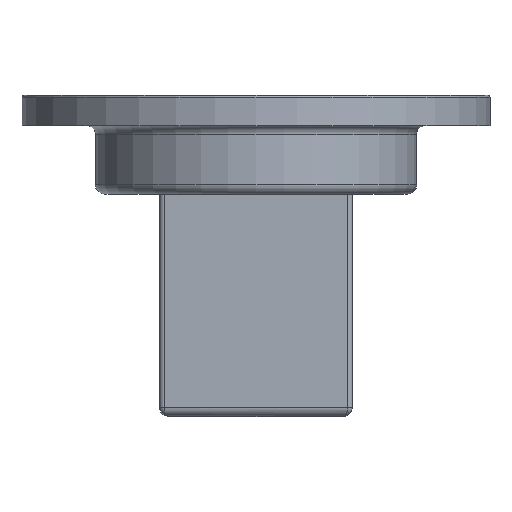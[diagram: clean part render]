
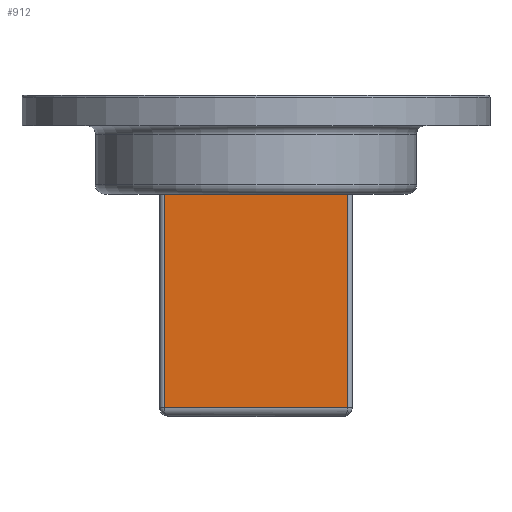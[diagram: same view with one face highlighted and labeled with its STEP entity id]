
A CAD part, left-side view. The second image highlights one B-rep face of the part: STEP entity #912.
In plain terms, the highlighted planar face has unit normal (-1, 0, 0).
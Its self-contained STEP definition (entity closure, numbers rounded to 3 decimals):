
#28 = FACE_OUTER_BOUND ( 'NONE', #11323, .T. ) ;
#120 = LINE ( 'NONE', #5204, #8948 ) ;
#855 = ORIENTED_EDGE ( 'NONE', *, *, #10762, .T. ) ;
#912 = ADVANCED_FACE ( 'NONE', ( #28 ), #3587, .F. ) ;
#1570 = CARTESIAN_POINT ( 'NONE',  ( -47.4, -10., -5. ) ) ;
#1754 = LINE ( 'NONE', #6998, #8562 ) ;
#1983 = CARTESIAN_POINT ( 'NONE',  ( -47.4, -10., -34. ) ) ;
#2000 = DIRECTION ( 'NONE',  ( 0., 0., -1. ) ) ;
#3159 = EDGE_CURVE ( 'NONE', #10966, #9316, #120, .T. ) ;
#3373 = DIRECTION ( 'NONE',  ( 0., 1., 0. ) ) ;
#3497 = DIRECTION ( 'NONE',  ( 0., -1., 0. ) ) ;
#3587 = PLANE ( 'NONE',  #7494 ) ;
#3697 = DIRECTION ( 'NONE',  ( 1., 0., 0. ) ) ;
#3910 = VECTOR ( 'NONE', #9546, 1000. ) ;
#4286 = ORIENTED_EDGE ( 'NONE', *, *, #6038, .F. ) ;
#4395 = CARTESIAN_POINT ( 'NONE',  ( -47.4, 10., -5. ) ) ;
#4948 = CARTESIAN_POINT ( 'NONE',  ( -47.4, 10., -35. ) ) ;
#5121 = LINE ( 'NONE', #4948, #3910 ) ;
#5204 = CARTESIAN_POINT ( 'NONE',  ( -47.4, -10., -34. ) ) ;
#5339 = CARTESIAN_POINT ( 'NONE',  ( -47.4, -10., -35. ) ) ;
#5631 = VERTEX_POINT ( 'NONE', #7591 ) ;
#6038 = EDGE_CURVE ( 'NONE', #10966, #10493, #5121, .T. ) ;
#6067 = DIRECTION ( 'NONE',  ( 0., 0., 1. ) ) ;
#6570 = ORIENTED_EDGE ( 'NONE', *, *, #3159, .T. ) ;
#6814 = EDGE_CURVE ( 'NONE', #9316, #5631, #1754, .T. ) ;
#6998 = CARTESIAN_POINT ( 'NONE',  ( -47.4, -10., -35. ) ) ;
#7441 = CARTESIAN_POINT ( 'NONE',  ( -47.4, 10., -34. ) ) ;
#7494 = AXIS2_PLACEMENT_3D ( 'NONE', #5339, #3697, #2000 ) ;
#7591 = CARTESIAN_POINT ( 'NONE',  ( -47.4, -10., -5. ) ) ;
#8562 = VECTOR ( 'NONE', #6067, 1000. ) ;
#8948 = VECTOR ( 'NONE', #3497, 1000. ) ;
#9316 = VERTEX_POINT ( 'NONE', #1983 ) ;
#9546 = DIRECTION ( 'NONE',  ( 0., 0., 1. ) ) ;
#10371 = VECTOR ( 'NONE', #3373, 1000. ) ;
#10493 = VERTEX_POINT ( 'NONE', #4395 ) ;
#10762 = EDGE_CURVE ( 'NONE', #5631, #10493, #11289, .T. ) ;
#10966 = VERTEX_POINT ( 'NONE', #7441 ) ;
#11273 = ORIENTED_EDGE ( 'NONE', *, *, #6814, .T. ) ;
#11289 = LINE ( 'NONE', #1570, #10371 ) ;
#11323 = EDGE_LOOP ( 'NONE', ( #4286, #6570, #11273, #855 ) ) ;
